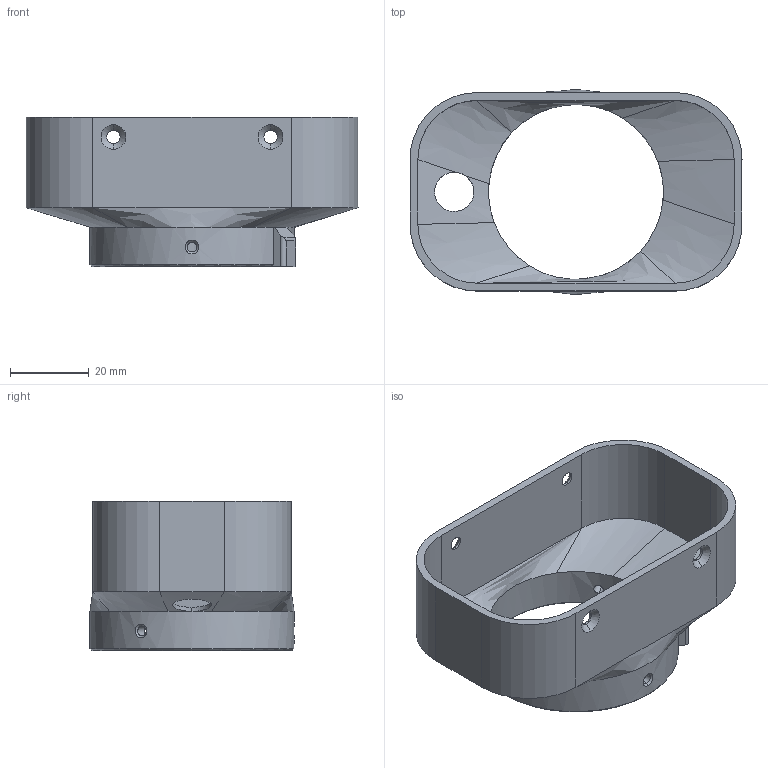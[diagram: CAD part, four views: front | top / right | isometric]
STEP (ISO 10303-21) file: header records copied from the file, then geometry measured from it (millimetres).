
FILE_DESCRIPTION((''),'2;1');
FILE_NAME('MOUNTING_ADAPTER','2024-02-12T12:59:48',('Mathias'),(''),'CREO PARAMETRIC BY PTC INC, 2021404','CREO PARAMETRIC BY PTC INC, 2021404','');
FILE_SCHEMA(('CONFIG_CONTROL_DESIGN'));
Length unit declared in the file: millimetre
Products named in the file (1): MOUNTING_ADAPTER
Bounding box: 84.5 x 52 x 38 mm (x, y, z)
Volume: 19060.7 mm3; surface area: 19380.7 mm2
Topology: 1 solids, 1 shells, 82 faces, 224 edges, 142 vertices
Faces by surface type: cylinder 31, bspline 24, plane 17, cone 10
Entity records: 3941 total; most frequent: CARTESIAN_POINT 1889, ORIENTED_EDGE 448, DIRECTION 372, EDGE_CURVE 224, VERTEX_POINT 142, AXIS2_PLACEMENT_3D 136, VECTOR 100, LINE 100
